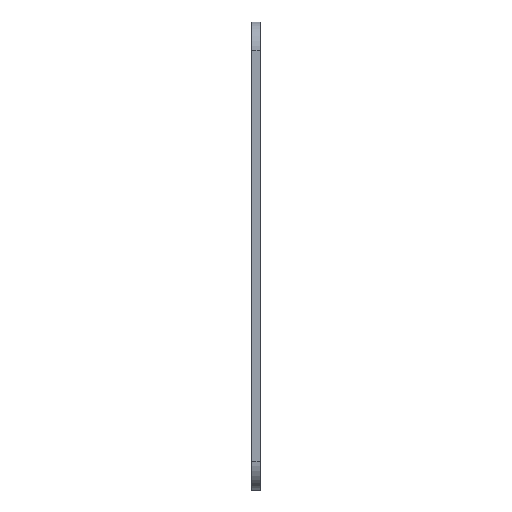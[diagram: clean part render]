
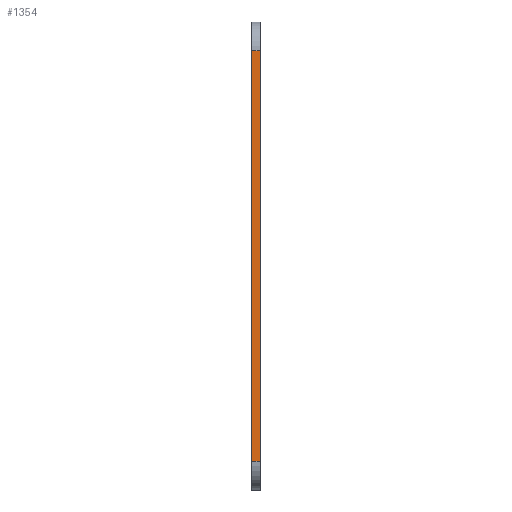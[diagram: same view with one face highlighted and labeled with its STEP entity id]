
A CAD part, left-side view. The second image highlights one B-rep face of the part: STEP entity #1354.
In plain terms, the highlighted planar face has unit normal (-1, 0, 0).
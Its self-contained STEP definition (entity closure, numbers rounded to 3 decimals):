
#46=PLANE('',#1482);
#90=FACE_OUTER_BOUND('',#170,.T.);
#170=EDGE_LOOP('',(#1037,#1038,#1039,#1040));
#259=LINE('',#2060,#390);
#290=LINE('',#2179,#421);
#291=LINE('',#2182,#422);
#292=LINE('',#2183,#423);
#390=VECTOR('',#1643,10.);
#421=VECTOR('',#1746,10.);
#422=VECTOR('',#1749,10.);
#423=VECTOR('',#1750,10.);
#596=VERTEX_POINT('',#2057);
#597=VERTEX_POINT('',#2059);
#649=VERTEX_POINT('',#2177);
#650=VERTEX_POINT('',#2181);
#741=EDGE_CURVE('',#596,#597,#259,.T.);
#801=EDGE_CURVE('',#597,#649,#290,.T.);
#802=EDGE_CURVE('',#650,#596,#291,.T.);
#803=EDGE_CURVE('',#649,#650,#292,.T.);
#1037=ORIENTED_EDGE('',*,*,#801,.F.);
#1038=ORIENTED_EDGE('',*,*,#741,.F.);
#1039=ORIENTED_EDGE('',*,*,#802,.F.);
#1040=ORIENTED_EDGE('',*,*,#803,.F.);
#1354=ADVANCED_FACE('',(#90),#46,.T.);
#1482=AXIS2_PLACEMENT_3D('',#2180,#1747,#1748);
#1643=DIRECTION('',(0.,0.,-1.));
#1746=DIRECTION('',(0.,1.,0.));
#1747=DIRECTION('center_axis',(-1.,0.,0.));
#1748=DIRECTION('ref_axis',(0.,0.,1.));
#1749=DIRECTION('',(0.,-1.,0.));
#1750=DIRECTION('',(0.,0.,1.));
#2057=CARTESIAN_POINT('',(-12.675,0.,62.596));
#2059=CARTESIAN_POINT('',(-12.675,0.,-9.367));
#2060=CARTESIAN_POINT('',(-12.675,0.,67.596));
#2177=CARTESIAN_POINT('',(-12.675,1.5,-9.367));
#2179=CARTESIAN_POINT('',(-12.675,0.,-9.367));
#2180=CARTESIAN_POINT('Origin',(-12.675,0.,-14.367));
#2181=CARTESIAN_POINT('',(-12.675,1.5,62.596));
#2182=CARTESIAN_POINT('',(-12.675,0.,62.596));
#2183=CARTESIAN_POINT('',(-12.675,1.5,67.596));
